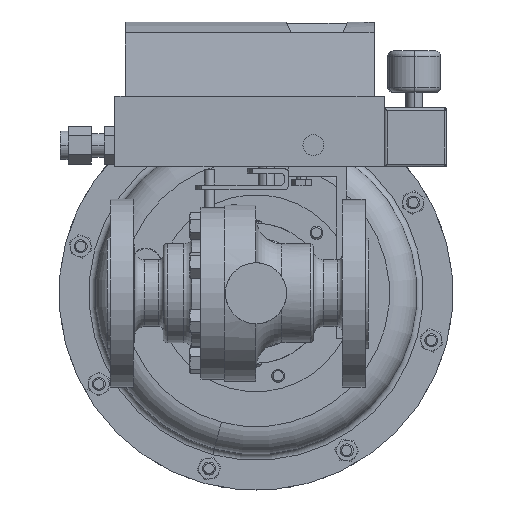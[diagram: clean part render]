
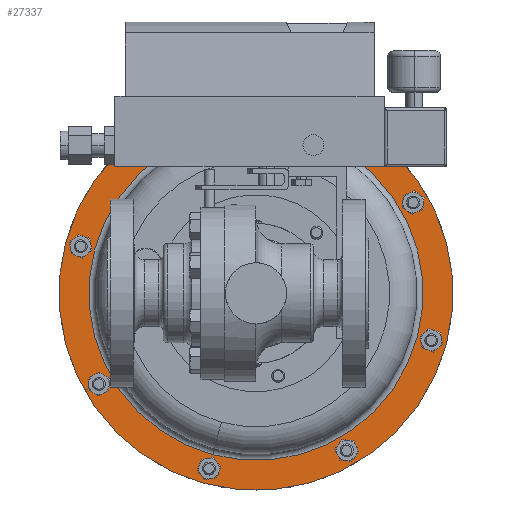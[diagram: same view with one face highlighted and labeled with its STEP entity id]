
A CAD part, front view. The second image highlights one B-rep face of the part: STEP entity #27337.
In plain terms, the highlighted planar face has unit normal (0, -1, 0).
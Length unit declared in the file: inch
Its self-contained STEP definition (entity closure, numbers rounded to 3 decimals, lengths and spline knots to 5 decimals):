
#1944 = ORIENTED_EDGE ( 'NONE', *, *, #52750, .F. ) ;
#4473 = CIRCLE ( 'NONE', #36680, 4.75 ) ;
#5954 = DIRECTION ( 'NONE',  ( -0.259, 0., -0.966 ) ) ;
#6067 = DIRECTION ( 'NONE',  ( 0., 1., 0. ) ) ;
#6190 = CARTESIAN_POINT ( 'NONE',  ( 0., 9.2025, 0. ) ) ;
#8619 = FACE_OUTER_BOUND ( 'NONE', #17851, .T. ) ;
#10120 = AXIS2_PLACEMENT_3D ( 'NONE', #47266, #22537, #51498 ) ;
#11289 = ORIENTED_EDGE ( 'NONE', *, *, #29252, .T. ) ;
#11840 = AXIS2_PLACEMENT_3D ( 'NONE', #11846, #40987, #16136 ) ;
#11846 = CARTESIAN_POINT ( 'NONE',  ( 0., 9.2025, 0. ) ) ;
#12541 = EDGE_CURVE ( 'NONE', #42477, #20540, #45169, .T. ) ;
#13787 = DIRECTION ( 'NONE',  ( 0., -1., 0. ) ) ;
#14264 = CARTESIAN_POINT ( 'NONE',  ( -1.04278, 9.2025, -3.89172 ) ) ;
#16136 = DIRECTION ( 'NONE',  ( -0.259, 0., -0.966 ) ) ;
#16575 = CARTESIAN_POINT ( 'NONE',  ( -1.22939, 9.2025, -4.58815 ) ) ;
#16880 = CARTESIAN_POINT ( 'NONE',  ( 0., 9.2025, 0. ) ) ;
#17851 = EDGE_LOOP ( 'NONE', ( #1944, #23827 ) ) ;
#18867 = VERTEX_POINT ( 'NONE', #21830 ) ;
#19002 = EDGE_CURVE ( 'NONE', #18867, #20136, #41969, .T. ) ;
#20136 = VERTEX_POINT ( 'NONE', #16575 ) ;
#20540 = VERTEX_POINT ( 'NONE', #21796 ) ;
#21097 = DIRECTION ( 'NONE',  ( -0.259, 0., -0.966 ) ) ;
#21796 = CARTESIAN_POINT ( 'NONE',  ( 1.04278, 9.2025, 3.89172 ) ) ;
#21830 = CARTESIAN_POINT ( 'NONE',  ( 1.22939, 9.2025, 4.58815 ) ) ;
#22537 = DIRECTION ( 'NONE',  ( 0., 1., 0. ) ) ;
#23827 = ORIENTED_EDGE ( 'NONE', *, *, #19002, .F. ) ;
#25539 = AXIS2_PLACEMENT_3D ( 'NONE', #51041, #13787, #42853 ) ;
#27337 = ADVANCED_FACE ( 'NONE', ( #30917, #8619 ), #38741, .T. ) ;
#29252 = EDGE_CURVE ( 'NONE', #20540, #42477, #32096, .T. ) ;
#30494 = ORIENTED_EDGE ( 'NONE', *, *, #12541, .T. ) ;
#30917 = FACE_BOUND ( 'NONE', #45046, .T. ) ;
#32096 = CIRCLE ( 'NONE', #11840, 4.029 ) ;
#36680 = AXIS2_PLACEMENT_3D ( 'NONE', #16880, #45895, #21097 ) ;
#38741 = PLANE ( 'NONE',  #25539 ) ;
#39005 = AXIS2_PLACEMENT_3D ( 'NONE', #6190, #6067, #5954 ) ;
#40987 = DIRECTION ( 'NONE',  ( 0., 1., 0. ) ) ;
#41969 = CIRCLE ( 'NONE', #10120, 4.75 ) ;
#42477 = VERTEX_POINT ( 'NONE', #14264 ) ;
#42853 = DIRECTION ( 'NONE',  ( 0.259, 0., 0.966 ) ) ;
#45046 = EDGE_LOOP ( 'NONE', ( #30494, #11289 ) ) ;
#45169 = CIRCLE ( 'NONE', #39005, 4.029 ) ;
#45895 = DIRECTION ( 'NONE',  ( 0., 1., 0. ) ) ;
#47266 = CARTESIAN_POINT ( 'NONE',  ( 0., 9.2025, 0. ) ) ;
#51041 = CARTESIAN_POINT ( 'NONE',  ( -4.58815, 9.2025, 1.22939 ) ) ;
#51498 = DIRECTION ( 'NONE',  ( -0.259, 0., -0.966 ) ) ;
#52750 = EDGE_CURVE ( 'NONE', #20136, #18867, #4473, .T. ) ;
